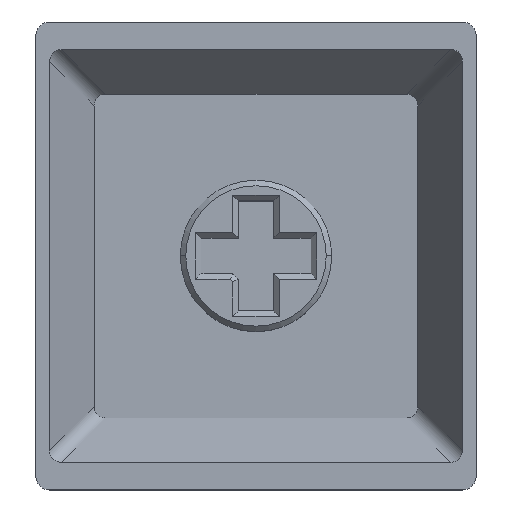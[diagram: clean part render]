
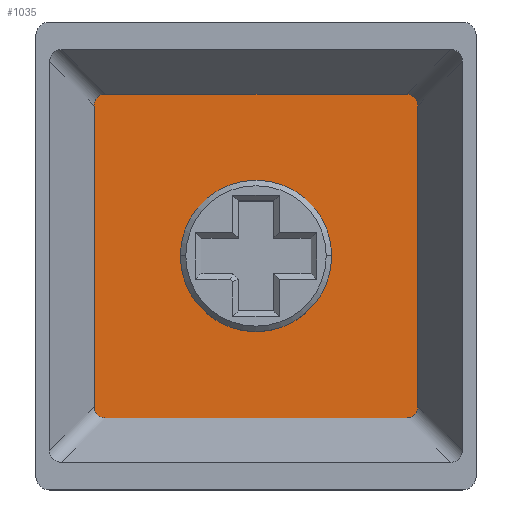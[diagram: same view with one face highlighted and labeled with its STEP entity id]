
A CAD part, top view. The second image highlights one B-rep face of the part: STEP entity #1035.
In plain terms, the highlighted planar face has unit normal (0, 0, 1).
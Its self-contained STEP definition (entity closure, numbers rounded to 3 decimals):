
#40 = CARTESIAN_POINT ( 'NONE',  ( 0., 5.883, 0. ) ) ;
#141 = EDGE_CURVE ( 'NONE', #874, #1191, #1590, .T. ) ;
#170 = CARTESIAN_POINT ( 'NONE',  ( -5.716, 5.883, 0. ) ) ;
#205 = LINE ( 'NONE', #40, #1123 ) ;
#288 = ORIENTED_EDGE ( 'NONE', *, *, #1722, .T. ) ;
#323 = DIRECTION ( 'NONE',  ( 1., 0., 0. ) ) ;
#329 = ORIENTED_EDGE ( 'NONE', *, *, #1846, .T. ) ;
#332 = CARTESIAN_POINT ( 'NONE',  ( 5.45, -5.883, 0. ) ) ;
#343 = LINE ( 'NONE', #2239, #1702 ) ;
#352 = ORIENTED_EDGE ( 'NONE', *, *, #771, .T. ) ;
#378 =( BOUNDED_CURVE ( )  B_SPLINE_CURVE ( 3, ( #2665, #2637, #2058, #1626 ),
 .UNSPECIFIED., .F., .T. ) 
 B_SPLINE_CURVE_WITH_KNOTS ( ( 4, 4 ),
 ( 5.624, 6.942 ),
 .UNSPECIFIED. ) 
 CURVE ( )  GEOMETRIC_REPRESENTATION_ITEM ( )  RATIONAL_B_SPLINE_CURVE ( ( 1., 0.86, 0.86, 1. ) ) 
 REPRESENTATION_ITEM ( '' )  );
#379 = CARTESIAN_POINT ( 'NONE',  ( 5.45, 5.883, 0. ) ) ;
#390 = EDGE_CURVE ( 'NONE', #1070, #997, #2019, .T. ) ;
#462 = ORIENTED_EDGE ( 'NONE', *, *, #1163, .T. ) ;
#489 = ORIENTED_EDGE ( 'NONE', *, *, #602, .F. ) ;
#512 = CARTESIAN_POINT ( 'NONE',  ( -5.45, 5.883, 0. ) ) ;
#587 = CARTESIAN_POINT ( 'NONE',  ( -5.45, 5.883, 0. ) ) ;
#602 = EDGE_CURVE ( 'NONE', #1191, #874, #1422, .T. ) ;
#612 = ORIENTED_EDGE ( 'NONE', *, *, #390, .T. ) ;
#634 = DIRECTION ( 'NONE',  ( 0., 1., 0. ) ) ;
#694 = VECTOR ( 'NONE', #634, 1000. ) ;
#709 = DIRECTION ( 'NONE',  ( 0., 0., -1. ) ) ;
#722 = DIRECTION ( 'NONE',  ( 0., -1., 0. ) ) ;
#723 = CARTESIAN_POINT ( 'NONE',  ( 5.883, -5.716, 0. ) ) ;
#749 = CARTESIAN_POINT ( 'NONE',  ( 5.883, -5.45, 0. ) ) ;
#771 = EDGE_CURVE ( 'NONE', #997, #2248, #1139, .T. ) ;
#834 = CARTESIAN_POINT ( 'NONE',  ( 2.65, 0., 0. ) ) ;
#874 = VERTEX_POINT ( 'NONE', #834 ) ;
#889 = FACE_OUTER_BOUND ( 'NONE', #1112, .T. ) ;
#906 = EDGE_CURVE ( 'NONE', #1142, #1134, #1230, .T. ) ;
#997 = VERTEX_POINT ( 'NONE', #2348 ) ;
#1028 = DIRECTION ( 'NONE',  ( -1., 0., 0. ) ) ;
#1035 = ADVANCED_FACE ( 'NONE', ( #889, #1326 ), #2169, .F. ) ;
#1062 = DIRECTION ( 'NONE',  ( -1., 0., 0. ) ) ;
#1070 = VERTEX_POINT ( 'NONE', #2181 ) ;
#1079 = LINE ( 'NONE', #1669, #694 ) ;
#1104 = CARTESIAN_POINT ( 'NONE',  ( 0., 0., 0. ) ) ;
#1112 = EDGE_LOOP ( 'NONE', ( #288, #1718, #329, #1394, #462, #1245, #612, #352 ) ) ;
#1123 = VECTOR ( 'NONE', #1028, 1000. ) ;
#1134 = VERTEX_POINT ( 'NONE', #2389 ) ;
#1139 =( BOUNDED_CURVE ( )  B_SPLINE_CURVE ( 3, ( #332, #2028, #723, #749 ),
 .UNSPECIFIED., .F., .T. ) 
 B_SPLINE_CURVE_WITH_KNOTS ( ( 4, 4 ),
 ( 5.624, 6.942 ),
 .UNSPECIFIED. ) 
 CURVE ( )  GEOMETRIC_REPRESENTATION_ITEM ( )  RATIONAL_B_SPLINE_CURVE ( ( 1., 0.86, 0.86, 1. ) ) 
 REPRESENTATION_ITEM ( '' )  );
#1142 = VERTEX_POINT ( 'NONE', #512 ) ;
#1163 = EDGE_CURVE ( 'NONE', #1134, #2644, #343, .T. ) ;
#1191 = VERTEX_POINT ( 'NONE', #2135 ) ;
#1197 = VECTOR ( 'NONE', #323, 1000. ) ;
#1230 =( BOUNDED_CURVE ( )  B_SPLINE_CURVE ( 3, ( #587, #170, #1833, #2683 ),
 .UNSPECIFIED., .F., .T. ) 
 B_SPLINE_CURVE_WITH_KNOTS ( ( 4, 4 ),
 ( 2.483, 3.801 ),
 .UNSPECIFIED. ) 
 CURVE ( )  GEOMETRIC_REPRESENTATION_ITEM ( )  RATIONAL_B_SPLINE_CURVE ( ( 1., 0.86, 0.86, 1. ) ) 
 REPRESENTATION_ITEM ( '' )  );
#1245 = ORIENTED_EDGE ( 'NONE', *, *, #2065, .T. ) ;
#1261 = CARTESIAN_POINT ( 'NONE',  ( 5.883, 5.716, 0. ) ) ;
#1326 = FACE_BOUND ( 'NONE', #2691, .T. ) ;
#1387 = CARTESIAN_POINT ( 'NONE',  ( -5.883, -5.45, 0. ) ) ;
#1394 = ORIENTED_EDGE ( 'NONE', *, *, #906, .T. ) ;
#1422 = CIRCLE ( 'NONE', #1766, 2.65 ) ;
#1424 =( BOUNDED_CURVE ( )  B_SPLINE_CURVE ( 3, ( #2492, #1261, #2507, #2302 ),
 .UNSPECIFIED., .F., .T. ) 
 B_SPLINE_CURVE_WITH_KNOTS ( ( 4, 4 ),
 ( 2.483, 3.801 ),
 .UNSPECIFIED. ) 
 CURVE ( )  GEOMETRIC_REPRESENTATION_ITEM ( )  RATIONAL_B_SPLINE_CURVE ( ( 1., 0.86, 0.86, 1. ) ) 
 REPRESENTATION_ITEM ( '' )  );
#1590 = CIRCLE ( 'NONE', #1809, 2.65 ) ;
#1626 = CARTESIAN_POINT ( 'NONE',  ( -5.45, -5.883, 0. ) ) ;
#1669 = CARTESIAN_POINT ( 'NONE',  ( 5.883, 0., 0. ) ) ;
#1699 = CARTESIAN_POINT ( 'NONE',  ( 0., 0., 0. ) ) ;
#1702 = VECTOR ( 'NONE', #722, 1000. ) ;
#1718 = ORIENTED_EDGE ( 'NONE', *, *, #2696, .T. ) ;
#1722 = EDGE_CURVE ( 'NONE', #2248, #2375, #1079, .T. ) ;
#1736 = DIRECTION ( 'NONE',  ( 0., 0., 1. ) ) ;
#1766 = AXIS2_PLACEMENT_3D ( 'NONE', #1104, #1736, #2341 ) ;
#1809 = AXIS2_PLACEMENT_3D ( 'NONE', #1699, #2550, #2275 ) ;
#1833 = CARTESIAN_POINT ( 'NONE',  ( -5.883, 5.716, 0. ) ) ;
#1846 = EDGE_CURVE ( 'NONE', #2605, #1142, #205, .T. ) ;
#1912 = ORIENTED_EDGE ( 'NONE', *, *, #141, .F. ) ;
#2019 = LINE ( 'NONE', #2655, #1197 ) ;
#2028 = CARTESIAN_POINT ( 'NONE',  ( 5.716, -5.883, 0. ) ) ;
#2058 = CARTESIAN_POINT ( 'NONE',  ( -5.716, -5.883, 0. ) ) ;
#2065 = EDGE_CURVE ( 'NONE', #2644, #1070, #378, .T. ) ;
#2135 = CARTESIAN_POINT ( 'NONE',  ( -2.65, 0., 0. ) ) ;
#2169 = PLANE ( 'NONE',  #2457 ) ;
#2181 = CARTESIAN_POINT ( 'NONE',  ( -5.45, -5.883, 0. ) ) ;
#2239 = CARTESIAN_POINT ( 'NONE',  ( -5.883, 0., 0. ) ) ;
#2248 = VERTEX_POINT ( 'NONE', #2250 ) ;
#2250 = CARTESIAN_POINT ( 'NONE',  ( 5.883, -5.45, 0. ) ) ;
#2275 = DIRECTION ( 'NONE',  ( 1., 0., 0. ) ) ;
#2294 = CARTESIAN_POINT ( 'NONE',  ( 5.883, 5.45, 0. ) ) ;
#2302 = CARTESIAN_POINT ( 'NONE',  ( 5.45, 5.883, 0. ) ) ;
#2341 = DIRECTION ( 'NONE',  ( 1., 0., 0. ) ) ;
#2348 = CARTESIAN_POINT ( 'NONE',  ( 5.45, -5.883, 0. ) ) ;
#2375 = VERTEX_POINT ( 'NONE', #2294 ) ;
#2389 = CARTESIAN_POINT ( 'NONE',  ( -5.883, 5.45, 0. ) ) ;
#2457 = AXIS2_PLACEMENT_3D ( 'NONE', #2542, #709, #1062 ) ;
#2492 = CARTESIAN_POINT ( 'NONE',  ( 5.883, 5.45, 0. ) ) ;
#2507 = CARTESIAN_POINT ( 'NONE',  ( 5.716, 5.883, 0. ) ) ;
#2542 = CARTESIAN_POINT ( 'NONE',  ( 0., 0., 0. ) ) ;
#2550 = DIRECTION ( 'NONE',  ( 0., 0., 1. ) ) ;
#2605 = VERTEX_POINT ( 'NONE', #379 ) ;
#2637 = CARTESIAN_POINT ( 'NONE',  ( -5.883, -5.716, 0. ) ) ;
#2644 = VERTEX_POINT ( 'NONE', #1387 ) ;
#2655 = CARTESIAN_POINT ( 'NONE',  ( 0., -5.883, 0. ) ) ;
#2665 = CARTESIAN_POINT ( 'NONE',  ( -5.883, -5.45, 0. ) ) ;
#2683 = CARTESIAN_POINT ( 'NONE',  ( -5.883, 5.45, 0. ) ) ;
#2691 = EDGE_LOOP ( 'NONE', ( #489, #1912 ) ) ;
#2696 = EDGE_CURVE ( 'NONE', #2375, #2605, #1424, .T. ) ;
